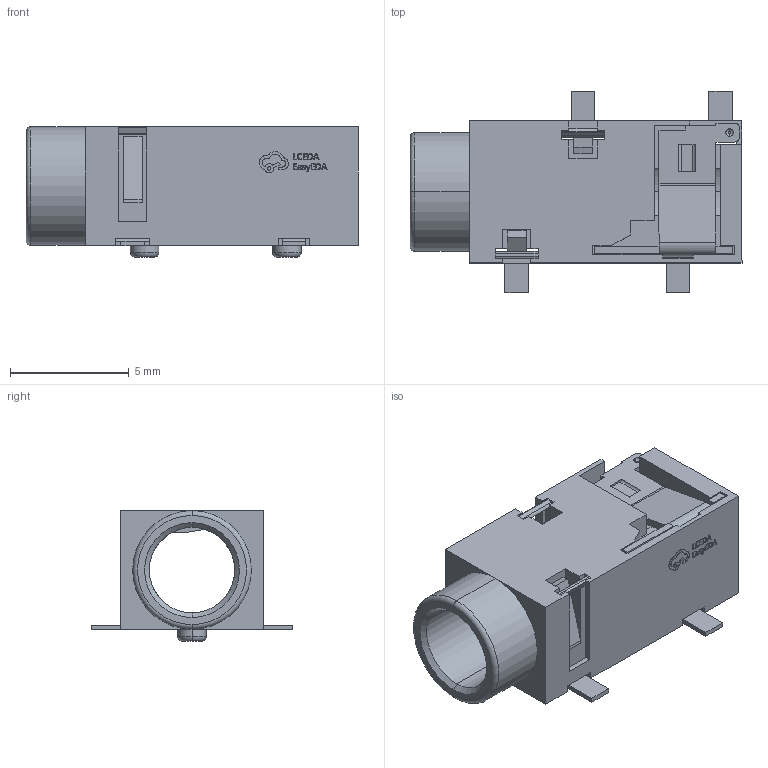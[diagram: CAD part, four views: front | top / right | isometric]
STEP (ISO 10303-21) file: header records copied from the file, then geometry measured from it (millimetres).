
FILE_DESCRIPTION (( 'STEP AP214' ), '1' );
FILE_NAME ('AUDIO-SMD_PJ-35825.step', '2022-06-16T10:27:19', ( '' ), ( '' ), 'SwSTEP 2.0', 'SolidWorks 2020', '' );
FILE_SCHEMA (( 'AUTOMOTIVE_DESIGN' ));
Length unit declared in the file: millimetre
Products named in the file (1): AUDIO-SMD_PJ-35825
Bounding box: 14 x 8.5 x 5.5 mm (x, y, z)
Volume: 224.8 mm3; surface area: 672.2 mm2
Topology: 6 solids, 6 shells, 492 faces, 1360 edges, 898 vertices
Faces by surface type: plane 339, bspline 112, cylinder 31, torus 8, cone 2
Entity records: 22257 total; most frequent: CARTESIAN_POINT 4855, ORIENTED_EDGE 2720, DIRECTION 1992, EDGE_CURVE 1360, VECTOR 1034, LINE 1034, VERTEX_POINT 898, EDGE_LOOP 530
